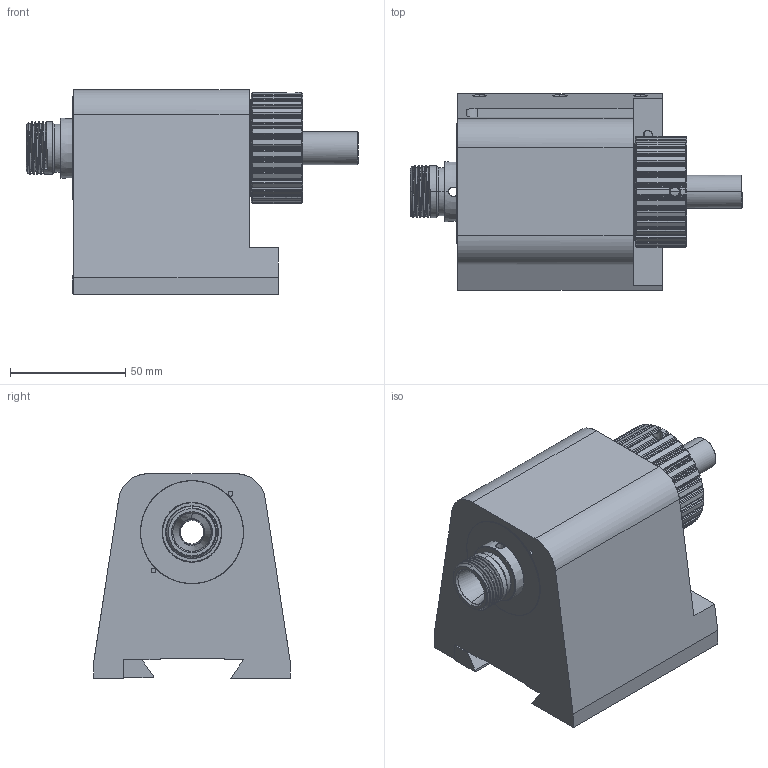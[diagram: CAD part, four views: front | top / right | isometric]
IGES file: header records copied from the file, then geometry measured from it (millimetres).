
Start section: Comment
Global section: file name: 6521.igs; native system:  By Spatial Corp.; preprocessor: XPlus PS/IGES 3.0; author: Author; organization: Title; date: 20150722.091052; units: inch
Bounding box: 144.27 x 85.33 x 88.9 mm (x, y, z)
Surface area: 93348 mm2 (no closed solid volume)
Topology: 0 solids, 0 shells, 653 faces, 3596 edges, 3596 vertices
Faces by surface type: revolution 464, extrusion 176, bspline 13
